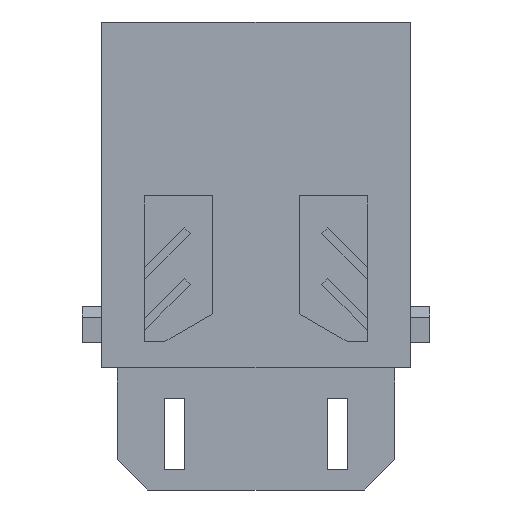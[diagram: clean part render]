
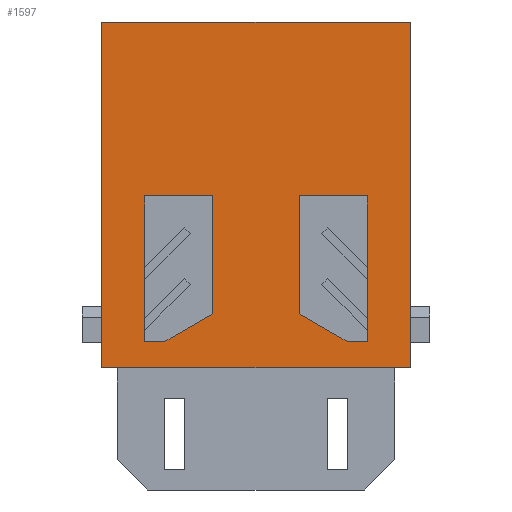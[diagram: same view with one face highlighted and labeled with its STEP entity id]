
A CAD part, left-side view. The second image highlights one B-rep face of the part: STEP entity #1597.
In plain terms, the highlighted planar face has unit normal (-1, 0, 0).
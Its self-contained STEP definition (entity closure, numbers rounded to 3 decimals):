
#1597=ADVANCED_FACE('',(#1928,#1929,#1930),#1805,.T.);
#1805=PLANE('',#6242);
#1928=FACE_BOUND('',#2074,.T.);
#1929=FACE_BOUND('',#2075,.T.);
#1930=FACE_BOUND('',#2076,.T.);
#2074=EDGE_LOOP('',(#2832,#2833,#2834,#2835,#2836));
#2075=EDGE_LOOP('',(#2837,#2838,#2839,#2840,#2841));
#2076=EDGE_LOOP('',(#2842,#2843,#2844,#2845));
#2832=ORIENTED_EDGE('',*,*,#3949,.T.);
#2833=ORIENTED_EDGE('',*,*,#3822,.T.);
#2834=ORIENTED_EDGE('',*,*,#3813,.T.);
#2835=ORIENTED_EDGE('',*,*,#3955,.T.);
#2836=ORIENTED_EDGE('',*,*,#3952,.T.);
#2837=ORIENTED_EDGE('',*,*,#3889,.T.);
#2838=ORIENTED_EDGE('',*,*,#3988,.T.);
#2839=ORIENTED_EDGE('',*,*,#3985,.T.);
#2840=ORIENTED_EDGE('',*,*,#3866,.T.);
#2841=ORIENTED_EDGE('',*,*,#3871,.T.);
#2842=ORIENTED_EDGE('',*,*,#4025,.T.);
#2843=ORIENTED_EDGE('',*,*,#4020,.T.);
#2844=ORIENTED_EDGE('',*,*,#4022,.T.);
#2845=ORIENTED_EDGE('',*,*,#4024,.T.);
#3418=VERTEX_POINT('',#7906);
#3420=VERTEX_POINT('',#7909);
#3427=VERTEX_POINT('',#7927);
#3459=VERTEX_POINT('',#8017);
#3460=VERTEX_POINT('',#8019);
#3463=VERTEX_POINT('',#8027);
#3477=VERTEX_POINT('',#8064);
#3514=VERTEX_POINT('',#8183);
#3516=VERTEX_POINT('',#8189);
#3534=VERTEX_POINT('',#8253);
#3552=VERTEX_POINT('',#8318);
#3553=VERTEX_POINT('',#8320);
#3554=VERTEX_POINT('',#8324);
#3555=VERTEX_POINT('',#8328);
#3813=EDGE_CURVE('',#3420,#3418,#4730,.T.);
#3822=EDGE_CURVE('',#3427,#3420,#4739,.T.);
#3866=EDGE_CURVE('',#3460,#3459,#4783,.T.);
#3871=EDGE_CURVE('',#3459,#3463,#4788,.T.);
#3889=EDGE_CURVE('',#3463,#3477,#4806,.T.);
#3949=EDGE_CURVE('',#3514,#3427,#4866,.T.);
#3952=EDGE_CURVE('',#3516,#3514,#4869,.T.);
#3955=EDGE_CURVE('',#3418,#3516,#4872,.T.);
#3985=EDGE_CURVE('',#3534,#3460,#4902,.T.);
#3988=EDGE_CURVE('',#3477,#3534,#4905,.T.);
#4020=EDGE_CURVE('',#3552,#3553,#4937,.T.);
#4022=EDGE_CURVE('',#3553,#3554,#4939,.T.);
#4024=EDGE_CURVE('',#3554,#3555,#4941,.T.);
#4025=EDGE_CURVE('',#3555,#3552,#4942,.T.);
#4730=LINE('',#7908,#5334);
#4739=LINE('',#7926,#5343);
#4783=LINE('',#8018,#5387);
#4788=LINE('',#8028,#5392);
#4806=LINE('',#8065,#5410);
#4866=LINE('',#8182,#5470);
#4869=LINE('',#8188,#5473);
#4872=LINE('',#8194,#5476);
#4902=LINE('',#8252,#5506);
#4905=LINE('',#8258,#5509);
#4937=LINE('',#8321,#5541);
#4939=LINE('',#8325,#5543);
#4941=LINE('',#8329,#5545);
#4942=LINE('',#8331,#5546);
#5334=VECTOR('',#6667,1.);
#5343=VECTOR('',#6680,1.);
#5387=VECTOR('',#6754,1.);
#5392=VECTOR('',#6761,1.);
#5410=VECTOR('',#6789,1.);
#5470=VECTOR('',#6891,1.);
#5473=VECTOR('',#6896,1.);
#5476=VECTOR('',#6901,1.);
#5506=VECTOR('',#6955,1.);
#5509=VECTOR('',#6960,1.);
#5541=VECTOR('',#7018,1.);
#5543=VECTOR('',#7022,1.);
#5545=VECTOR('',#7026,1.);
#5546=VECTOR('',#7029,1.);
#6242=AXIS2_PLACEMENT_3D('',#8333,#7032,#7033);
#6667=DIRECTION('',(0.,1.,0.));
#6680=DIRECTION('',(0.,0.,-1.));
#6754=DIRECTION('',(0.,1.,0.));
#6761=DIRECTION('',(0.,0.,1.));
#6789=DIRECTION('',(0.,-1.,0.));
#6891=DIRECTION('',(0.,-1.,0.));
#6896=DIRECTION('',(0.,0.,1.));
#6901=DIRECTION('',(0.,0.866,0.5));
#6955=DIRECTION('',(0.,0.866,-0.5));
#6960=DIRECTION('',(0.,0.,-1.));
#7018=DIRECTION('',(0.,0.,-1.));
#7022=DIRECTION('',(0.,-1.,0.));
#7026=DIRECTION('',(0.,0.,1.));
#7029=DIRECTION('',(0.,1.,0.));
#7032=DIRECTION('',(-1.,0.,0.));
#7033=DIRECTION('',(0.,1.,0.));
#7906=CARTESIAN_POINT('',(-7.325,-8.95,0.1));
#7908=CARTESIAN_POINT('',(-7.325,-10.95,0.1));
#7909=CARTESIAN_POINT('',(-7.325,-10.95,0.1));
#7926=CARTESIAN_POINT('',(-7.325,-10.95,14.4));
#7927=CARTESIAN_POINT('',(-7.325,-10.95,14.4));
#8017=CARTESIAN_POINT('',(-7.325,10.95,0.1));
#8018=CARTESIAN_POINT('',(-7.325,8.95,0.1));
#8019=CARTESIAN_POINT('',(-7.325,8.95,0.1));
#8027=CARTESIAN_POINT('',(-7.325,10.95,14.4));
#8028=CARTESIAN_POINT('',(-7.325,10.95,0.1));
#8064=CARTESIAN_POINT('',(-7.325,4.25,14.4));
#8065=CARTESIAN_POINT('',(-7.325,10.95,14.4));
#8182=CARTESIAN_POINT('',(-7.325,-4.25,14.4));
#8183=CARTESIAN_POINT('',(-7.325,-4.25,14.4));
#8188=CARTESIAN_POINT('',(-7.325,-4.25,2.814));
#8189=CARTESIAN_POINT('',(-7.325,-4.25,2.814));
#8194=CARTESIAN_POINT('',(-7.325,-8.95,0.1));
#8252=CARTESIAN_POINT('',(-7.325,4.25,2.814));
#8253=CARTESIAN_POINT('',(-7.325,4.25,2.814));
#8258=CARTESIAN_POINT('',(-7.325,4.25,14.4));
#8318=CARTESIAN_POINT('',(-7.325,15.15,31.5));
#8320=CARTESIAN_POINT('',(-7.325,15.15,-2.5));
#8321=CARTESIAN_POINT('',(-7.325,15.15,31.5));
#8324=CARTESIAN_POINT('',(-7.325,-15.15,-2.5));
#8325=CARTESIAN_POINT('',(-7.325,15.15,-2.5));
#8328=CARTESIAN_POINT('',(-7.325,-15.15,31.5));
#8329=CARTESIAN_POINT('',(-7.325,-15.15,-2.5));
#8331=CARTESIAN_POINT('',(-7.325,-15.15,31.5));
#8333=CARTESIAN_POINT('',(-7.325,-15.15,31.5));
